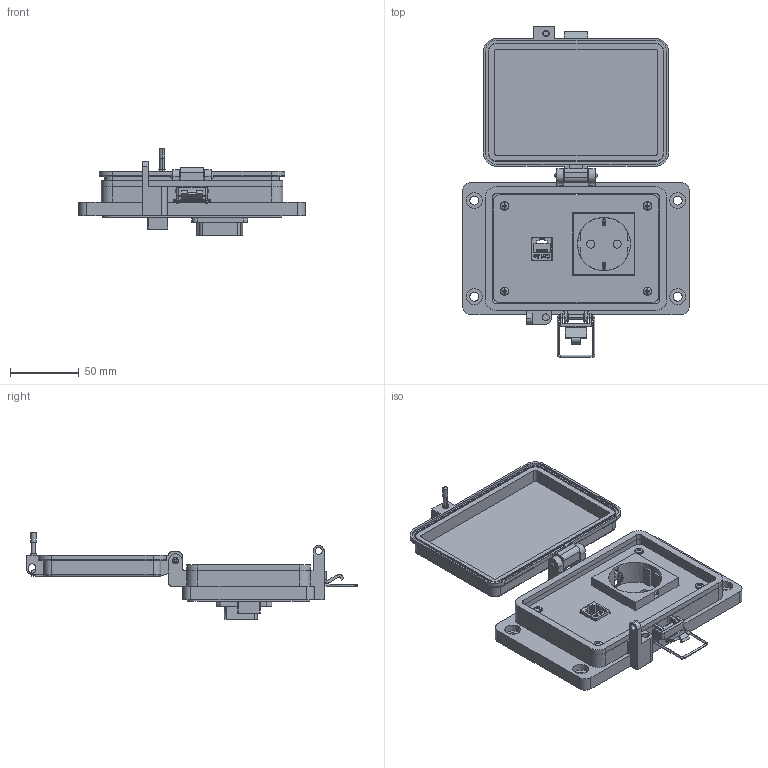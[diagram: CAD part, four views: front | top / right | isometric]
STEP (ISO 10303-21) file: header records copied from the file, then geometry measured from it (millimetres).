
FILE_DESCRIPTION (( 'STEP AP203' ), '1' );
FILE_NAME ('P-R2-M3RE0_3D.STEP', '2018-03-28T19:08:35', ( '' ), ( '' ), 'SwSTEP 2.0', 'SolidWorks 2017', '' );
FILE_SCHEMA (( 'CONFIG_CONTROL_DESIGN' ));
Length unit declared in the file: millimetre
Products named in the file (12): R2; Z-200-OTLT-RE; RE; Z-H-M3_B; P-R2-M3RE0_BP180_1; -M3; P-R2-M3RE0_TP060_1; 92005A124_METRIC PAN HEAD PHILLIPS MACHINE SCREW_92005A124; Z-000-4243316TFP; P-R2-M3RE0_3D; P-R2-M3RE0_FP060_1; Z-300-RJ45CAT5
Assembly tree (16 placements, depth 3):
  P-R2-M3RE0_3D
    P-R2-M3RE0_BP180_1
    P-R2-M3RE0_TP060_1
    Z-000-4243316TFP  x3
    P-R2-M3RE0_FP060_1
    R2
      Z-300-RJ45CAT5
    RE
      Z-200-OTLT-RE
    -M3
      Z-H-M3_B
    92005A124_METRIC PAN HEAD PHILLIPS MACHINE SCREW_92005A124  x4
Bounding box: 164.96 x 240.59 x 63.19 mm (x, y, z)
Volume: 254833.6 mm3; surface area: 145551.5 mm2
Topology: 22 solids, 22 shells, 1948 faces, 5516 edges, 3653 vertices
Faces by surface type: cylinder 892, plane 709, bspline 252, cone 71, torus 16, sphere 8
Entity records: 52719 total; most frequent: CARTESIAN_POINT 19732, ORIENTED_EDGE 7208, DIRECTION 5728, EDGE_CURVE 3604, VERTEX_POINT 2386, LINE 2136, VECTOR 2136, AXIS2_PLACEMENT_3D 1796
